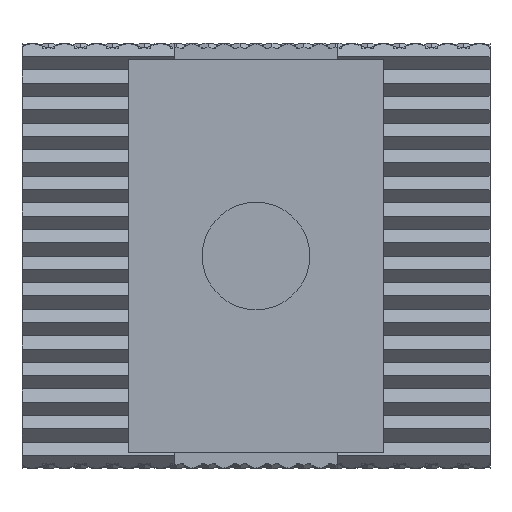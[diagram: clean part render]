
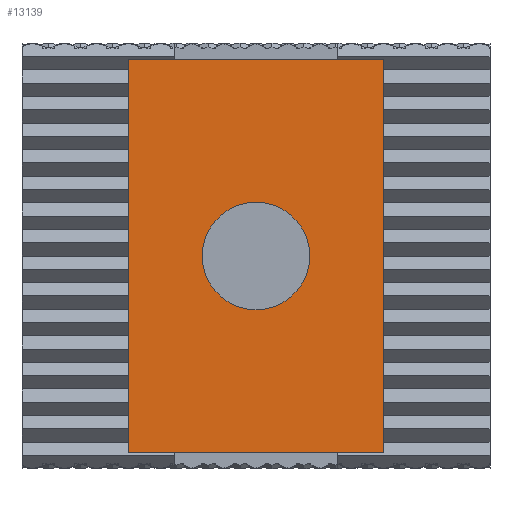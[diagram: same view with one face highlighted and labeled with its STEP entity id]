
A CAD part, front view. The second image highlights one B-rep face of the part: STEP entity #13139.
In plain terms, the highlighted planar face has unit normal (0, -1, 0).
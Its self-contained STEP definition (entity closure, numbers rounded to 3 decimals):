
#13139=ADVANCED_FACE('',(#26297,#26298),#26299,.F.);
#26297=FACE_BOUND('',#39474,.T.);
#26298=FACE_OUTER_BOUND('',#39475,.T.);
#26299=PLANE('',#39476);
#39474=EDGE_LOOP('',(#75090,#75091));
#39475=EDGE_LOOP('',(#75092,#75093,#75094,#75095));
#39476=AXIS2_PLACEMENT_3D('',#75096,#75097,#75098);
#75090=ORIENTED_EDGE('',*,*,#88664,.T.);
#75091=ORIENTED_EDGE('',*,*,#88662,.T.);
#75092=ORIENTED_EDGE('',*,*,#88691,.F.);
#75093=ORIENTED_EDGE('',*,*,#88694,.F.);
#75094=ORIENTED_EDGE('',*,*,#88683,.F.);
#75095=ORIENTED_EDGE('',*,*,#88695,.T.);
#75096=CARTESIAN_POINT('',(0.0,-21.0,0.0));
#75097=DIRECTION('',(0.0,1.0,0.0));
#75098=DIRECTION('',(0.0,0.0,1.0));
#88662=EDGE_CURVE('',#106816,#106820,#106822,.T.);
#88664=EDGE_CURVE('',#106820,#106816,#106824,.T.);
#88683=EDGE_CURVE('',#106852,#106854,#106855,.T.);
#88691=EDGE_CURVE('',#106864,#106866,#106867,.T.);
#88694=EDGE_CURVE('',#106854,#106864,#106870,.T.);
#88695=EDGE_CURVE('',#106852,#106866,#106871,.T.);
#106816=VERTEX_POINT('',#134037);
#106820=VERTEX_POINT('',#134042);
#106822=CIRCLE('',#134045,5.053);
#106824=CIRCLE('',#134047,5.053);
#106852=VERTEX_POINT('',#134087);
#106854=VERTEX_POINT('',#134090);
#106855=LINE('',#134091,#134092);
#106864=VERTEX_POINT('',#134105);
#106866=VERTEX_POINT('',#134108);
#106867=LINE('',#134109,#134110);
#106870=LINE('',#134114,#134115);
#106871=LINE('',#134116,#134117);
#134037=CARTESIAN_POINT('',(5.053,-21.0,0.));
#134042=CARTESIAN_POINT('',(-5.053,-21.0,0.0));
#134045=AXIS2_PLACEMENT_3D('',#143280,#143281,#143282);
#134047=AXIS2_PLACEMENT_3D('',#143283,#143284,#143285);
#134087=CARTESIAN_POINT('',(-12.0,-21.0,18.5));
#134090=CARTESIAN_POINT('',(12.0,-21.0,18.5));
#134091=CARTESIAN_POINT('',(0.0,-21.0,18.5));
#134092=VECTOR('',#143302,1.0);
#134105=CARTESIAN_POINT('',(12.0,-21.0,-18.5));
#134108=CARTESIAN_POINT('',(-12.0,-21.0,-18.5));
#134109=CARTESIAN_POINT('',(0.0,-21.0,-18.5));
#134110=VECTOR('',#143308,1.0);
#134114=CARTESIAN_POINT('',(12.0,-21.0,0.0));
#134115=VECTOR('',#143310,1.0);
#134116=CARTESIAN_POINT('',(-12.0,-21.0,0.0));
#134117=VECTOR('',#143311,1.0);
#143280=CARTESIAN_POINT('',(0.0,-21.0,0.0));
#143281=DIRECTION('',(-0.0,1.0,0.0));
#143282=DIRECTION('',(1.0,0.0,0.0));
#143283=CARTESIAN_POINT('',(0.0,-21.0,0.0));
#143284=DIRECTION('',(-0.0,1.0,0.0));
#143285=DIRECTION('',(1.0,0.0,0.0));
#143302=DIRECTION('',(1.0,0.0,0.0));
#143308=DIRECTION('',(-1.0,0.0,0.0));
#143310=DIRECTION('',(0.0,0.0,-1.0));
#143311=DIRECTION('',(0.0,0.0,-1.0));
